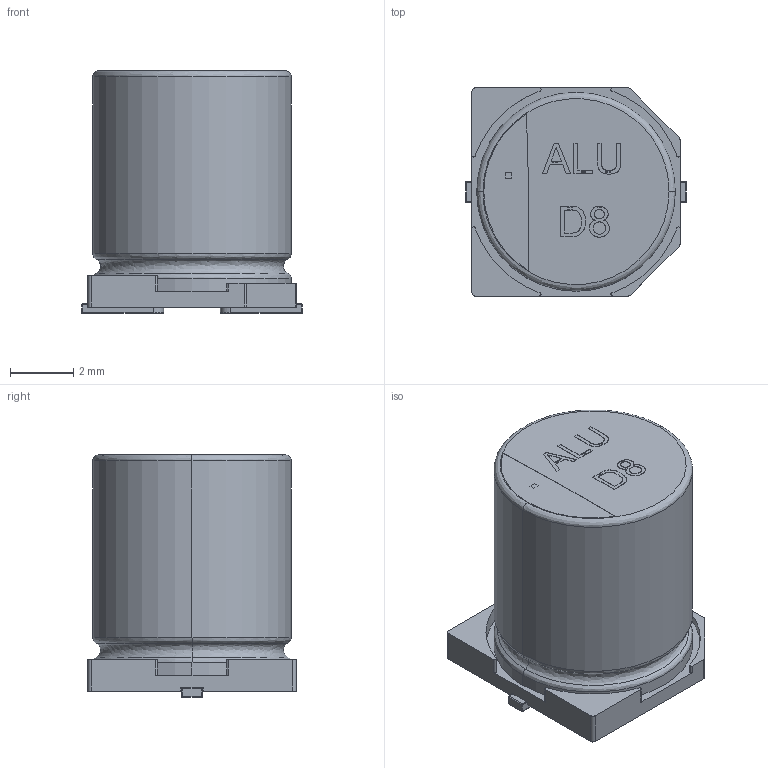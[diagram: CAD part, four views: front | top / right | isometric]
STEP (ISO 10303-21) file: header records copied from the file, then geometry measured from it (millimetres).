
FILE_DESCRIPTION (( 'STEP AP214' ), '1' );
FILE_NAME ('User Library-ALU-D8.STEP', '2014-08-14T08:18:21', ( 'Windows User' ), ( '' ), 'SwSTEP 2.0', 'SolidWorks 2014', '' );
FILE_SCHEMA (( 'AUTOMOTIVE_DESIGN' ));
Length unit declared in the file: centimetre
Products named in the file (5): User Library-ALU-D8_Beschriftung_1; User Library-ALU-D8_K_X_F6rper_1; User Library-ALU-D8_Fuss_1; User Library-ALU-D8_Pins_1; User Library-ALU-D8
Assembly tree (4 placements, depth 2):
  User Library-ALU-D8
    User Library-ALU-D8_Pins_1
    User Library-ALU-D8_Fuss_1
    User Library-ALU-D8_K_X_F6rper_1
    User Library-ALU-D8_Beschriftung_1
Bounding box: 7 x 6.6 x 7.7 mm (x, y, z)
Volume: 239.4 mm3; surface area: 349 mm2
Topology: 4 solids, 4 shells, 342 faces, 896 edges, 578 vertices
Faces by surface type: plane 148, bspline 140, cylinder 54
Entity records: 14795 total; most frequent: CARTESIAN_POINT 3265, ORIENTED_EDGE 1776, DIRECTION 1190, EDGE_CURVE 888, VERTEX_POINT 578, LINE 516, VECTOR 516, EDGE_LOOP 374
